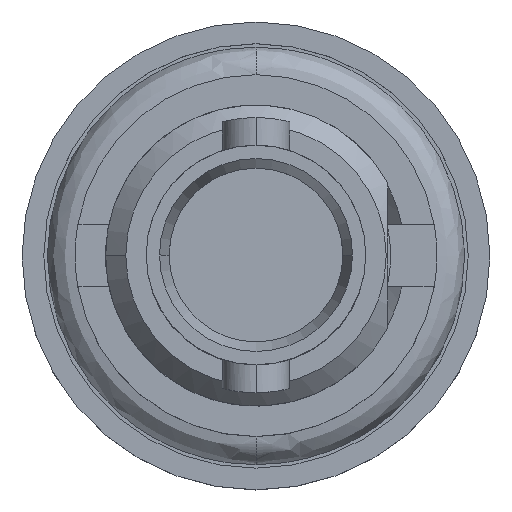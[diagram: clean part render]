
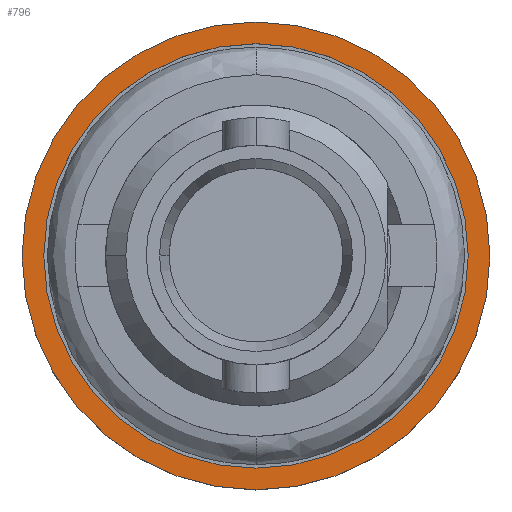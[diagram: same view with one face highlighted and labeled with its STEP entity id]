
A CAD part, top view. The second image highlights one B-rep face of the part: STEP entity #796.
In plain terms, the highlighted planar face has unit normal (0, 0, 1).
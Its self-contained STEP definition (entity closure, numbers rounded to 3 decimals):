
#56 = CIRCLE ( 'NONE', #691, 4.4 ) ;
#138 = DIRECTION ( 'NONE',  ( -1., 0., 0. ) ) ;
#152 = CIRCLE ( 'NONE', #1106, 4.85 ) ;
#159 = AXIS2_PLACEMENT_3D ( 'NONE', #2493, #623, #2739 ) ;
#249 = CARTESIAN_POINT ( 'NONE',  ( 0., 0., -11.25 ) ) ;
#450 = EDGE_CURVE ( 'NONE', #3690, #974, #56, .T. ) ;
#582 = DIRECTION ( 'NONE',  ( 1., 0., 0. ) ) ;
#616 = EDGE_LOOP ( 'NONE', ( #2268, #2139 ) ) ;
#623 = DIRECTION ( 'NONE',  ( 0., 0., 1. ) ) ;
#691 = AXIS2_PLACEMENT_3D ( 'NONE', #4051, #2499, #3996 ) ;
#796 = ADVANCED_FACE ( 'NONE', ( #1832, #2589 ), #2765, .F. ) ;
#838 = CARTESIAN_POINT ( 'NONE',  ( 4.4, 0., -11.25 ) ) ;
#974 = VERTEX_POINT ( 'NONE', #838 ) ;
#1028 = EDGE_CURVE ( 'NONE', #4052, #1612, #152, .T. ) ;
#1106 = AXIS2_PLACEMENT_3D ( 'NONE', #2227, #1215, #2823 ) ;
#1199 = EDGE_CURVE ( 'NONE', #974, #3690, #2027, .T. ) ;
#1215 = DIRECTION ( 'NONE',  ( 0., 0., 1. ) ) ;
#1229 = CIRCLE ( 'NONE', #1248, 4.85 ) ;
#1248 = AXIS2_PLACEMENT_3D ( 'NONE', #249, #2502, #582 ) ;
#1314 = ORIENTED_EDGE ( 'NONE', *, *, #450, .F. ) ;
#1524 = ORIENTED_EDGE ( 'NONE', *, *, #1199, .F. ) ;
#1612 = VERTEX_POINT ( 'NONE', #3733 ) ;
#1750 = DIRECTION ( 'NONE',  ( 0., 0., -1. ) ) ;
#1832 = FACE_BOUND ( 'NONE', #2465, .T. ) ;
#2027 = CIRCLE ( 'NONE', #159, 4.4 ) ;
#2139 = ORIENTED_EDGE ( 'NONE', *, *, #3576, .T. ) ;
#2227 = CARTESIAN_POINT ( 'NONE',  ( 0., 0., -11.25 ) ) ;
#2268 = ORIENTED_EDGE ( 'NONE', *, *, #1028, .T. ) ;
#2465 = EDGE_LOOP ( 'NONE', ( #1524, #1314 ) ) ;
#2493 = CARTESIAN_POINT ( 'NONE',  ( 0., 0., -11.25 ) ) ;
#2499 = DIRECTION ( 'NONE',  ( 0., 0., 1. ) ) ;
#2502 = DIRECTION ( 'NONE',  ( 0., 0., 1. ) ) ;
#2518 = CARTESIAN_POINT ( 'NONE',  ( 0., 4.4, -11.25 ) ) ;
#2589 = FACE_OUTER_BOUND ( 'NONE', #616, .T. ) ;
#2739 = DIRECTION ( 'NONE',  ( 1., 0., 0. ) ) ;
#2765 = PLANE ( 'NONE',  #3710 ) ;
#2823 = DIRECTION ( 'NONE',  ( 1., 0., 0. ) ) ;
#3576 = EDGE_CURVE ( 'NONE', #1612, #4052, #1229, .T. ) ;
#3690 = VERTEX_POINT ( 'NONE', #3788 ) ;
#3710 = AXIS2_PLACEMENT_3D ( 'NONE', #2518, #1750, #138 ) ;
#3733 = CARTESIAN_POINT ( 'NONE',  ( -4.85, 0., -11.25 ) ) ;
#3788 = CARTESIAN_POINT ( 'NONE',  ( -4.4, 0., -11.25 ) ) ;
#3893 = CARTESIAN_POINT ( 'NONE',  ( 4.85, 0., -11.25 ) ) ;
#3996 = DIRECTION ( 'NONE',  ( 1., 0., 0. ) ) ;
#4051 = CARTESIAN_POINT ( 'NONE',  ( 0., 0., -11.25 ) ) ;
#4052 = VERTEX_POINT ( 'NONE', #3893 ) ;
